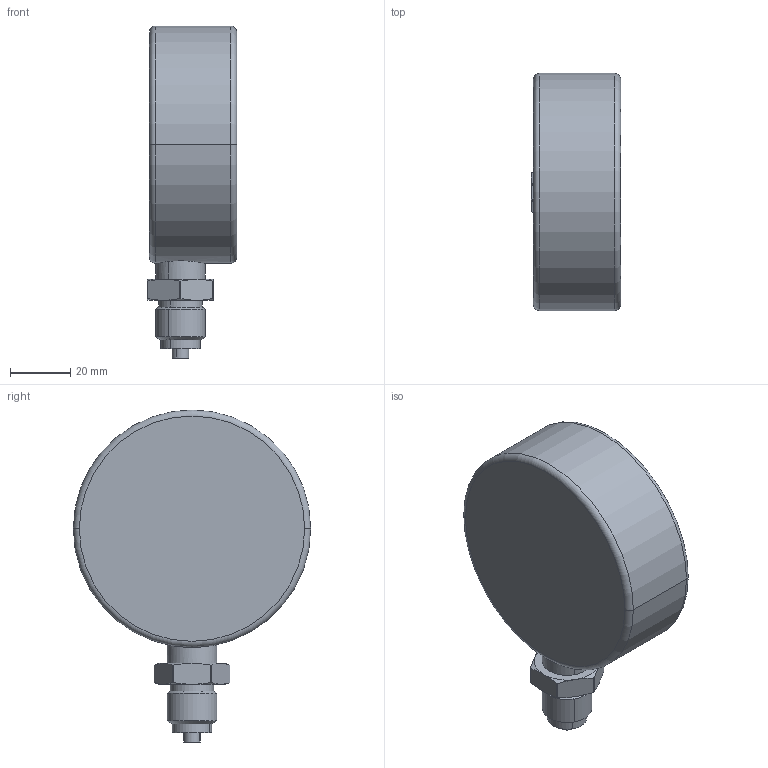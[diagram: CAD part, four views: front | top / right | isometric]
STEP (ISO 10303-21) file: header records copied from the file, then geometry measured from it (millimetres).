
FILE_DESCRIPTION(('CATIA V5 STEP Exchange'),'2;1');
FILE_NAME('STEP_557704_-_TST.stp','2018-12-11T10:08:51+00:00',('none'),('none'),'CATIA Version 5-6 Release 2016 SP4','CATIA V5 STEP AP203','none');
FILE_SCHEMA(('CONFIG_CONTROL_DESIGN'));
Length unit declared in the file: millimetre
Products named in the file (1): 557704 - TST
Bounding box: 29.7 x 79 x 110.5 mm (x, y, z)
Volume: 148970 mm3; surface area: 18667.3 mm2
Topology: 1 solids, 1 shells, 54 faces, 120 edges, 72 vertices
Faces by surface type: cone 20, cylinder 18, plane 12, torus 4
Entity records: 1409 total; most frequent: CARTESIAN_POINT 355, ORIENTED_EDGE 240, DIRECTION 142, EDGE_CURVE 120, AXIS2_PLACEMENT_3D 85, VERTEX_POINT 72, CIRCLE 58, EDGE_LOOP 58
